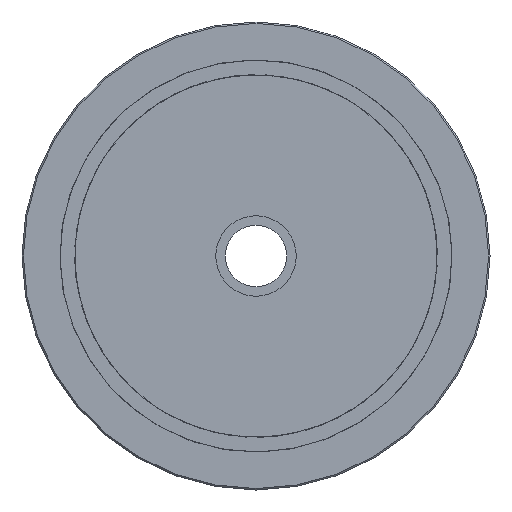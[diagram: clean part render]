
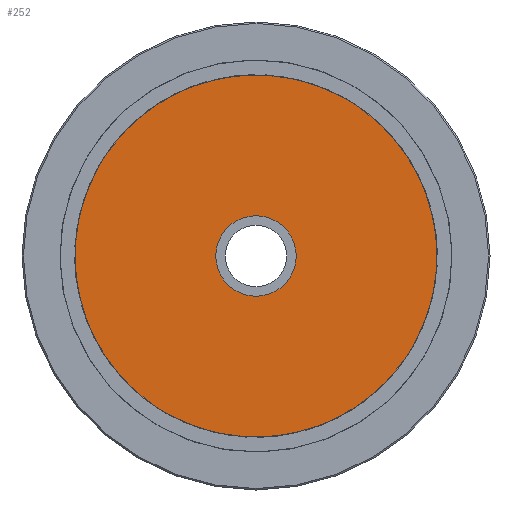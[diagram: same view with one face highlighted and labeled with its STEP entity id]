
A CAD part, front view. The second image highlights one B-rep face of the part: STEP entity #252.
In plain terms, the highlighted face is planar.
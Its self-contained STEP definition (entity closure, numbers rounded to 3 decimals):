
#43=FACE_BOUND('',#92,.T.);
#50=PLANE('',#374);
#71=FACE_OUTER_BOUND('',#91,.T.);
#91=EDGE_LOOP('',(#225));
#92=EDGE_LOOP('',(#226));
#129=CIRCLE('',#369,2.75);
#130=CIRCLE('',#371,12.4);
#148=VERTEX_POINT('',#521);
#149=VERTEX_POINT('',#525);
#173=EDGE_CURVE('',#148,#148,#129,.T.);
#174=EDGE_CURVE('',#149,#149,#130,.T.);
#225=ORIENTED_EDGE('',*,*,#174,.T.);
#226=ORIENTED_EDGE('',*,*,#173,.T.);
#252=ADVANCED_FACE('',(#71,#43),#50,.T.);
#369=AXIS2_PLACEMENT_3D('',#523,#441,#442);
#371=AXIS2_PLACEMENT_3D('',#526,#445,#446);
#374=AXIS2_PLACEMENT_3D('',#531,#452,#453);
#441=DIRECTION('center_axis',(0.,0.,-1.));
#442=DIRECTION('ref_axis',(-1.,0.,0.));
#445=DIRECTION('center_axis',(0.,0.,1.));
#446=DIRECTION('ref_axis',(-1.,0.,0.));
#452=DIRECTION('center_axis',(0.,0.,1.));
#453=DIRECTION('ref_axis',(1.,0.,0.));
#521=CARTESIAN_POINT('',(2.75,0.,3.));
#523=CARTESIAN_POINT('Origin',(0.,0.,3.));
#525=CARTESIAN_POINT('',(12.4,0.,3.));
#526=CARTESIAN_POINT('Origin',(0.,0.,3.));
#531=CARTESIAN_POINT('Origin',(0.,0.,3.));
